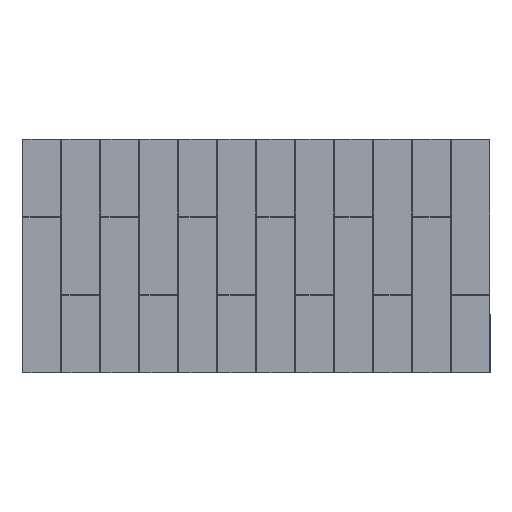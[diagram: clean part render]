
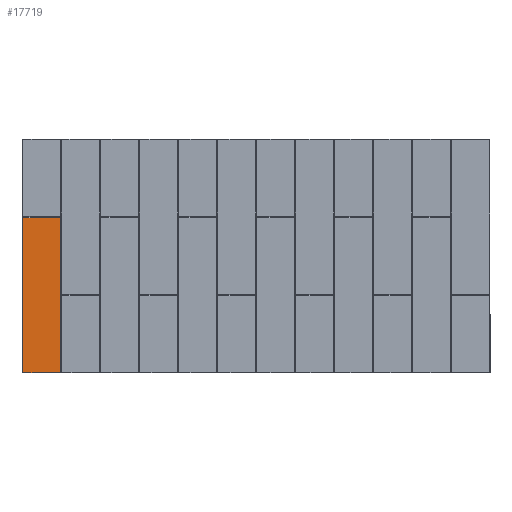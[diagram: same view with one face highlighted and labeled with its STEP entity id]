
A CAD part, top view. The second image highlights one B-rep face of the part: STEP entity #17719.
In plain terms, the highlighted planar face has unit normal (0, 0, 1).
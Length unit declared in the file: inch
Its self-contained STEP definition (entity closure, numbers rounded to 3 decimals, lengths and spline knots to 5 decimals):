
#22 = EDGE_CURVE ( 'NONE', #32351, #31352, #19909, .T. ) ;
#1153 = CARTESIAN_POINT ( 'NONE',  ( -23.91186, -12.08697, 0.1875 ) ) ;
#1818 = CARTESIAN_POINT ( 'NONE',  ( -23.91515, -12.0932, 0.1875 ) ) ;
#1880 = EDGE_CURVE ( 'NONE', #2552, #31352, #11047, .T. ) ;
#2104 = CARTESIAN_POINT ( 'NONE',  ( 0., -12.08478, 0.1875 ) ) ;
#2552 = VERTEX_POINT ( 'NONE', #33126 ) ;
#3503 = CARTESIAN_POINT ( 'NONE',  ( -18.09153, -12.08519, 0.1875 ) ) ;
#3996 = CARTESIAN_POINT ( 'NONE',  ( -18.08478, 0., 0.1875 ) ) ;
#4170 = CARTESIAN_POINT ( 'NONE',  ( -23.91522, 0., 0.1875 ) ) ;
#4239 = CARTESIAN_POINT ( 'NONE',  ( -23.9055, -12.08478, 0.1875 ) ) ;
#4383 = VERTEX_POINT ( 'NONE', #6319 ) ;
#4756 = CARTESIAN_POINT ( 'NONE',  ( 0., -35.96201, 0.1875 ) ) ;
#4866 = PLANE ( 'NONE',  #13600 ) ;
#5107 = LINE ( 'NONE', #4756, #23810 ) ;
#6319 = CARTESIAN_POINT ( 'NONE',  ( -23.91522, -35.96201, 0.1875 ) ) ;
#7107 = LINE ( 'NONE', #4170, #12439 ) ;
#7718 = ORIENTED_EDGE ( 'NONE', *, *, #1880, .F. ) ;
#9035 = CARTESIAN_POINT ( 'NONE',  ( -18.08525, -12.09106, 0.1875 ) ) ;
#9094 = ORIENTED_EDGE ( 'NONE', *, *, #33361, .T. ) ;
#9164 = ORIENTED_EDGE ( 'NONE', *, *, #33207, .F. ) ;
#9778 = CARTESIAN_POINT ( 'NONE',  ( -23.91444, -12.09055, 0.1875 ) ) ;
#9955 = DIRECTION ( 'NONE',  ( -1., 0., 0. ) ) ;
#11047 = B_SPLINE_CURVE_WITH_KNOTS ( 'NONE', 3,
 ( #17211, #27738, #1818, #12024, #9778, #20300, #1153, #14624, #16870, #4239 ),
 .UNSPECIFIED., .F., .F.,
 ( 4, 2, 2, 2, 4 ),
 ( 0., 0.12821, 0.33333, 0.66154, 1. ),
 .UNSPECIFIED. ) ;
#11459 = CARTESIAN_POINT ( 'NONE',  ( -18.0932, -12.08485, 0.1875 ) ) ;
#11751 = ORIENTED_EDGE ( 'NONE', *, *, #22, .T. ) ;
#11792 = CARTESIAN_POINT ( 'NONE',  ( -18.09055, -12.08556, 0.1875 ) ) ;
#11995 = EDGE_CURVE ( 'NONE', #31287, #4383, #5107, .T. ) ;
#12024 = CARTESIAN_POINT ( 'NONE',  ( -23.91481, -12.09153, 0.1875 ) ) ;
#12439 = VECTOR ( 'NONE', #15065, 39.37008 ) ;
#12663 = CARTESIAN_POINT ( 'NONE',  ( -23.9055, -12.08478, 0.1875 ) ) ;
#12712 = VECTOR ( 'NONE', #14545, 39.37008 ) ;
#13600 = AXIS2_PLACEMENT_3D ( 'NONE', #28185, #30753, #23353 ) ;
#13709 = CARTESIAN_POINT ( 'NONE',  ( -18.08478, -12.0945, 0.1875 ) ) ;
#13897 = VECTOR ( 'NONE', #22827, 39.37008 ) ;
#14304 = CARTESIAN_POINT ( 'NONE',  ( -18.0945, -12.08478, 0.1875 ) ) ;
#14396 = CARTESIAN_POINT ( 'NONE',  ( -18.09386, -12.08478, 0.1875 ) ) ;
#14545 = DIRECTION ( 'NONE',  ( 0., 1., 0. ) ) ;
#14624 = CARTESIAN_POINT ( 'NONE',  ( -23.90893, -12.08525, 0.1875 ) ) ;
#15065 = DIRECTION ( 'NONE',  ( 0., -1., 0. ) ) ;
#16870 = CARTESIAN_POINT ( 'NONE',  ( -23.90721, -12.08478, 0.1875 ) ) ;
#17211 = CARTESIAN_POINT ( 'NONE',  ( -23.91522, -12.0945, 0.1875 ) ) ;
#17719 = ADVANCED_FACE ( 'NONE', ( #23009 ), #4866, .T. ) ;
#18128 = VERTEX_POINT ( 'NONE', #31590 ) ;
#18492 = ORIENTED_EDGE ( 'NONE', *, *, #25521, .T. ) ;
#19048 = CARTESIAN_POINT ( 'NONE',  ( -18.0945, -12.08478, 0.1875 ) ) ;
#19297 = CARTESIAN_POINT ( 'NONE',  ( -18.08478, -35.96201, 0.1875 ) ) ;
#19909 = LINE ( 'NONE', #2104, #13897 ) ;
#20300 = CARTESIAN_POINT ( 'NONE',  ( -23.91308, -12.08819, 0.1875 ) ) ;
#21992 = CARTESIAN_POINT ( 'NONE',  ( -18.08697, -12.08813, 0.1875 ) ) ;
#22827 = DIRECTION ( 'NONE',  ( -1., 0., 0. ) ) ;
#23009 = FACE_OUTER_BOUND ( 'NONE', #31143, .T. ) ;
#23353 = DIRECTION ( 'NONE',  ( 1., 0., 0. ) ) ;
#23810 = VECTOR ( 'NONE', #9955, 39.37008 ) ;
#24569 = CARTESIAN_POINT ( 'NONE',  ( -18.0882, -12.08692, 0.1875 ) ) ;
#25521 = EDGE_CURVE ( 'NONE', #31287, #18128, #27658, .T. ) ;
#26831 = CARTESIAN_POINT ( 'NONE',  ( -18.08478, -12.09279, 0.1875 ) ) ;
#27002 = B_SPLINE_CURVE_WITH_KNOTS ( 'NONE', 3,
 ( #19048, #14396, #11459, #3503, #11792, #24569, #21992, #9035, #26831, #13709 ),
 .UNSPECIFIED., .F., .F.,
 ( 4, 2, 2, 2, 4 ),
 ( 0., 0.12821, 0.33333, 0.66154, 1. ),
 .UNSPECIFIED. ) ;
#27658 = LINE ( 'NONE', #3996, #12712 ) ;
#27738 = CARTESIAN_POINT ( 'NONE',  ( -23.91522, -12.09385, 0.1875 ) ) ;
#28185 = CARTESIAN_POINT ( 'NONE',  ( 0., 0., 0.1875 ) ) ;
#29685 = ORIENTED_EDGE ( 'NONE', *, *, #11995, .F. ) ;
#30753 = DIRECTION ( 'NONE',  ( 0., 0., 1. ) ) ;
#31143 = EDGE_LOOP ( 'NONE', ( #9164, #11751, #7718, #9094, #29685, #18492 ) ) ;
#31287 = VERTEX_POINT ( 'NONE', #19297 ) ;
#31352 = VERTEX_POINT ( 'NONE', #12663 ) ;
#31590 = CARTESIAN_POINT ( 'NONE',  ( -18.08478, -12.0945, 0.1875 ) ) ;
#32351 = VERTEX_POINT ( 'NONE', #14304 ) ;
#33126 = CARTESIAN_POINT ( 'NONE',  ( -23.91522, -12.0945, 0.1875 ) ) ;
#33207 = EDGE_CURVE ( 'NONE', #32351, #18128, #27002, .T. ) ;
#33361 = EDGE_CURVE ( 'NONE', #2552, #4383, #7107, .T. ) ;
